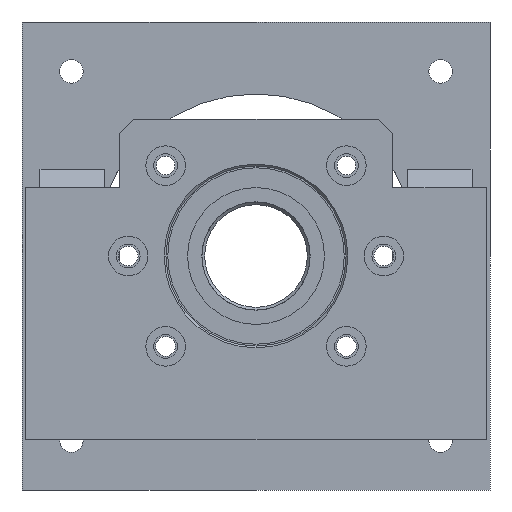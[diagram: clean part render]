
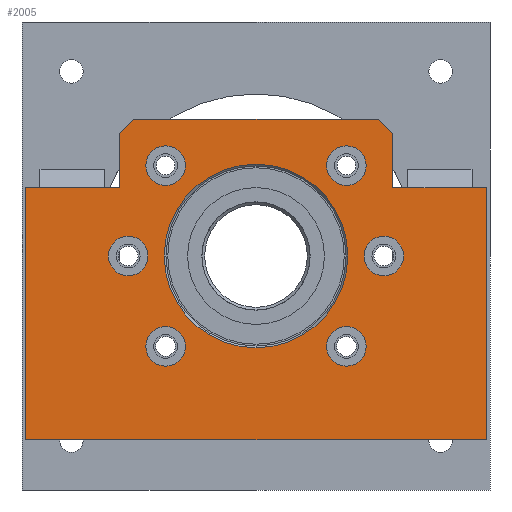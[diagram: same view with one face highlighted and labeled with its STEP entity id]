
A CAD part, left-side view. The second image highlights one B-rep face of the part: STEP entity #2005.
In plain terms, the highlighted planar face has unit normal (-1, 0, 0).
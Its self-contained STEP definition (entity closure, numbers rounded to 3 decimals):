
#668=CARTESIAN_POINT('Vertex',(0.,-64.,-51.)) ;
#671=CARTESIAN_POINT('Line Origine',(0.,0.,-51.)) ;
#675=CARTESIAN_POINT('Vertex',(0.,64.,-51.)) ;
#1793=CARTESIAN_POINT('Vertex',(0.,-64.,19.)) ;
#1796=CARTESIAN_POINT('Line Origine',(0.,-64.,-16.)) ;
#1808=CARTESIAN_POINT('Axis2P3D Location',(0.,0.,0.)) ;
#1813=CARTESIAN_POINT('Line Origine',(0.,-36.,36.)) ;
#1817=CARTESIAN_POINT('Vertex',(0.,-34.,38.)) ;
#1819=CARTESIAN_POINT('Vertex',(0.,-38.,34.)) ;
#1822=CARTESIAN_POINT('Line Origine',(0.,0.,38.)) ;
#1826=CARTESIAN_POINT('Vertex',(0.,34.,38.)) ;
#1829=CARTESIAN_POINT('Line Origine',(0.,36.,36.)) ;
#1833=CARTESIAN_POINT('Vertex',(0.,38.,34.)) ;
#1836=CARTESIAN_POINT('Line Origine',(0.,38.,26.5)) ;
#1840=CARTESIAN_POINT('Vertex',(0.,38.,19.)) ;
#1843=CARTESIAN_POINT('Line Origine',(0.,51.,19.)) ;
#1847=CARTESIAN_POINT('Vertex',(0.,64.,19.)) ;
#1850=CARTESIAN_POINT('Line Origine',(0.,64.,-16.)) ;
#1855=CARTESIAN_POINT('Line Origine',(0.,-51.,19.)) ;
#1859=CARTESIAN_POINT('Vertex',(0.,-38.,19.)) ;
#1862=CARTESIAN_POINT('Line Origine',(0.,-38.,26.5)) ;
#1879=CARTESIAN_POINT('Axis2P3D Location',(0.,-25.102,25.102)) ;
#1883=CARTESIAN_POINT('Vertex',(0.,-30.602,25.102)) ;
#1885=CARTESIAN_POINT('Vertex',(0.,-19.602,25.102)) ;
#1888=CARTESIAN_POINT('Axis2P3D Location',(0.,-25.102,25.102)) ;
#1897=CARTESIAN_POINT('Axis2P3D Location',(0.,0.,0.)) ;
#1901=CARTESIAN_POINT('Vertex',(0.,25.5,0.)) ;
#1903=CARTESIAN_POINT('Vertex',(0.,-25.5,0.)) ;
#1906=CARTESIAN_POINT('Axis2P3D Location',(0.,0.,0.)) ;
#1915=CARTESIAN_POINT('Axis2P3D Location',(0.,25.102,25.102)) ;
#1919=CARTESIAN_POINT('Vertex',(0.,25.102,30.602)) ;
#1921=CARTESIAN_POINT('Vertex',(0.,25.102,19.602)) ;
#1924=CARTESIAN_POINT('Axis2P3D Location',(0.,25.102,25.102)) ;
#1933=CARTESIAN_POINT('Axis2P3D Location',(0.,25.102,-25.102)) ;
#1937=CARTESIAN_POINT('Vertex',(0.,30.602,-25.102)) ;
#1939=CARTESIAN_POINT('Vertex',(0.,19.602,-25.102)) ;
#1942=CARTESIAN_POINT('Axis2P3D Location',(0.,25.102,-25.102)) ;
#1951=CARTESIAN_POINT('Axis2P3D Location',(0.,-25.102,-25.102)) ;
#1955=CARTESIAN_POINT('Vertex',(0.,-25.102,-30.602)) ;
#1957=CARTESIAN_POINT('Vertex',(0.,-25.102,-19.602)) ;
#1960=CARTESIAN_POINT('Axis2P3D Location',(0.,-25.102,-25.102)) ;
#1969=CARTESIAN_POINT('Axis2P3D Location',(0.,-35.5,0.)) ;
#1973=CARTESIAN_POINT('Vertex',(0.,-41.,0.)) ;
#1975=CARTESIAN_POINT('Vertex',(0.,-30.,0.)) ;
#1978=CARTESIAN_POINT('Axis2P3D Location',(0.,-35.5,0.)) ;
#1987=CARTESIAN_POINT('Axis2P3D Location',(0.,35.5,0.)) ;
#1991=CARTESIAN_POINT('Vertex',(0.,30.,0.)) ;
#1993=CARTESIAN_POINT('Vertex',(0.,41.,0.)) ;
#1996=CARTESIAN_POINT('Axis2P3D Location',(0.,35.5,0.)) ;
#672=DIRECTION('Vector Direction',(0.,-1.,0.)) ;
#1797=DIRECTION('Vector Direction',(0.,0.,-1.)) ;
#1809=DIRECTION('Axis2P3D Direction',(1.,0.,0.)) ;
#1810=DIRECTION('Axis2P3D XDirection',(0.,1.,0.)) ;
#1814=DIRECTION('Vector Direction',(0.,-0.707,-0.707)) ;
#1823=DIRECTION('Vector Direction',(0.,1.,0.)) ;
#1830=DIRECTION('Vector Direction',(0.,0.707,-0.707)) ;
#1837=DIRECTION('Vector Direction',(0.,0.,1.)) ;
#1844=DIRECTION('Vector Direction',(0.,1.,0.)) ;
#1851=DIRECTION('Vector Direction',(0.,0.,1.)) ;
#1856=DIRECTION('Vector Direction',(0.,1.,0.)) ;
#1863=DIRECTION('Vector Direction',(0.,0.,-1.)) ;
#1880=DIRECTION('Axis2P3D Direction',(1.,0.,0.)) ;
#1889=DIRECTION('Axis2P3D Direction',(1.,0.,0.)) ;
#1898=DIRECTION('Axis2P3D Direction',(1.,0.,0.)) ;
#1907=DIRECTION('Axis2P3D Direction',(1.,0.,0.)) ;
#1916=DIRECTION('Axis2P3D Direction',(1.,0.,0.)) ;
#1925=DIRECTION('Axis2P3D Direction',(1.,0.,0.)) ;
#1934=DIRECTION('Axis2P3D Direction',(1.,0.,0.)) ;
#1943=DIRECTION('Axis2P3D Direction',(1.,0.,0.)) ;
#1952=DIRECTION('Axis2P3D Direction',(1.,0.,0.)) ;
#1961=DIRECTION('Axis2P3D Direction',(1.,0.,0.)) ;
#1970=DIRECTION('Axis2P3D Direction',(1.,0.,0.)) ;
#1979=DIRECTION('Axis2P3D Direction',(1.,0.,0.)) ;
#1988=DIRECTION('Axis2P3D Direction',(1.,0.,0.)) ;
#1997=DIRECTION('Axis2P3D Direction',(1.,0.,0.)) ;
#1811=AXIS2_PLACEMENT_3D('Plane Axis2P3D',#1808,#1809,#1810) ;
#1881=AXIS2_PLACEMENT_3D('Circle Axis2P3D',#1879,#1880,$) ;
#1890=AXIS2_PLACEMENT_3D('Circle Axis2P3D',#1888,#1889,$) ;
#1899=AXIS2_PLACEMENT_3D('Circle Axis2P3D',#1897,#1898,$) ;
#1908=AXIS2_PLACEMENT_3D('Circle Axis2P3D',#1906,#1907,$) ;
#1917=AXIS2_PLACEMENT_3D('Circle Axis2P3D',#1915,#1916,$) ;
#1926=AXIS2_PLACEMENT_3D('Circle Axis2P3D',#1924,#1925,$) ;
#1935=AXIS2_PLACEMENT_3D('Circle Axis2P3D',#1933,#1934,$) ;
#1944=AXIS2_PLACEMENT_3D('Circle Axis2P3D',#1942,#1943,$) ;
#1953=AXIS2_PLACEMENT_3D('Circle Axis2P3D',#1951,#1952,$) ;
#1962=AXIS2_PLACEMENT_3D('Circle Axis2P3D',#1960,#1961,$) ;
#1971=AXIS2_PLACEMENT_3D('Circle Axis2P3D',#1969,#1970,$) ;
#1980=AXIS2_PLACEMENT_3D('Circle Axis2P3D',#1978,#1979,$) ;
#1989=AXIS2_PLACEMENT_3D('Circle Axis2P3D',#1987,#1988,$) ;
#1998=AXIS2_PLACEMENT_3D('Circle Axis2P3D',#1996,#1997,$) ;
#1868=ORIENTED_EDGE('',*,*,#1821,.F.) ;
#1869=ORIENTED_EDGE('',*,*,#1828,.F.) ;
#1870=ORIENTED_EDGE('',*,*,#1835,.F.) ;
#1871=ORIENTED_EDGE('',*,*,#1842,.F.) ;
#1872=ORIENTED_EDGE('',*,*,#1849,.F.) ;
#1873=ORIENTED_EDGE('',*,*,#1854,.F.) ;
#1874=ORIENTED_EDGE('',*,*,#677,.F.) ;
#1875=ORIENTED_EDGE('',*,*,#1800,.F.) ;
#1876=ORIENTED_EDGE('',*,*,#1861,.F.) ;
#1877=ORIENTED_EDGE('',*,*,#1866,.F.) ;
#1894=ORIENTED_EDGE('',*,*,#1887,.F.) ;
#1895=ORIENTED_EDGE('',*,*,#1892,.F.) ;
#1912=ORIENTED_EDGE('',*,*,#1905,.F.) ;
#1913=ORIENTED_EDGE('',*,*,#1910,.F.) ;
#1930=ORIENTED_EDGE('',*,*,#1923,.F.) ;
#1931=ORIENTED_EDGE('',*,*,#1928,.F.) ;
#1948=ORIENTED_EDGE('',*,*,#1941,.F.) ;
#1949=ORIENTED_EDGE('',*,*,#1946,.F.) ;
#1966=ORIENTED_EDGE('',*,*,#1959,.F.) ;
#1967=ORIENTED_EDGE('',*,*,#1964,.F.) ;
#1984=ORIENTED_EDGE('',*,*,#1977,.F.) ;
#1985=ORIENTED_EDGE('',*,*,#1982,.F.) ;
#2002=ORIENTED_EDGE('',*,*,#1995,.F.) ;
#2003=ORIENTED_EDGE('',*,*,#2000,.F.) ;
#1896=FACE_BOUND('',#1893,.T.) ;
#1914=FACE_BOUND('',#1911,.T.) ;
#1932=FACE_BOUND('',#1929,.T.) ;
#1950=FACE_BOUND('',#1947,.T.) ;
#1968=FACE_BOUND('',#1965,.T.) ;
#1986=FACE_BOUND('',#1983,.T.) ;
#2004=FACE_BOUND('',#2001,.T.) ;
#673=VECTOR('Line Direction',#672,1.) ;
#1798=VECTOR('Line Direction',#1797,1.) ;
#1815=VECTOR('Line Direction',#1814,1.) ;
#1824=VECTOR('Line Direction',#1823,1.) ;
#1831=VECTOR('Line Direction',#1830,1.) ;
#1838=VECTOR('Line Direction',#1837,1.) ;
#1845=VECTOR('Line Direction',#1844,1.) ;
#1852=VECTOR('Line Direction',#1851,1.) ;
#1857=VECTOR('Line Direction',#1856,1.) ;
#1864=VECTOR('Line Direction',#1863,1.) ;
#2005=ADVANCED_FACE('\X2\96F64EF651E04F554F53\X0\',(#1878,#1896,#1914,#1932,#1950,#1968,#1986,#2004),#1812,.F.) ;
#1882=CIRCLE('generated circle',#1881,5.5) ;
#1891=CIRCLE('generated circle',#1890,5.5) ;
#1900=CIRCLE('generated circle',#1899,25.5) ;
#1909=CIRCLE('generated circle',#1908,25.5) ;
#1918=CIRCLE('generated circle',#1917,5.5) ;
#1927=CIRCLE('generated circle',#1926,5.5) ;
#1936=CIRCLE('generated circle',#1935,5.5) ;
#1945=CIRCLE('generated circle',#1944,5.5) ;
#1954=CIRCLE('generated circle',#1953,5.5) ;
#1963=CIRCLE('generated circle',#1962,5.5) ;
#1972=CIRCLE('generated circle',#1971,5.5) ;
#1981=CIRCLE('generated circle',#1980,5.5) ;
#1990=CIRCLE('generated circle',#1989,5.5) ;
#1999=CIRCLE('generated circle',#1998,5.5) ;
#677=EDGE_CURVE('',#669,#676,#674,.F.) ;
#1800=EDGE_CURVE('',#1794,#669,#1799,.T.) ;
#1821=EDGE_CURVE('',#1818,#1820,#1816,.T.) ;
#1828=EDGE_CURVE('',#1827,#1818,#1825,.F.) ;
#1835=EDGE_CURVE('',#1834,#1827,#1832,.F.) ;
#1842=EDGE_CURVE('',#1841,#1834,#1839,.T.) ;
#1849=EDGE_CURVE('',#1848,#1841,#1846,.F.) ;
#1854=EDGE_CURVE('',#676,#1848,#1853,.T.) ;
#1861=EDGE_CURVE('',#1860,#1794,#1858,.F.) ;
#1866=EDGE_CURVE('',#1820,#1860,#1865,.T.) ;
#1887=EDGE_CURVE('',#1884,#1886,#1882,.F.) ;
#1892=EDGE_CURVE('',#1886,#1884,#1891,.F.) ;
#1905=EDGE_CURVE('',#1902,#1904,#1900,.F.) ;
#1910=EDGE_CURVE('',#1904,#1902,#1909,.F.) ;
#1923=EDGE_CURVE('',#1920,#1922,#1918,.F.) ;
#1928=EDGE_CURVE('',#1922,#1920,#1927,.F.) ;
#1941=EDGE_CURVE('',#1938,#1940,#1936,.F.) ;
#1946=EDGE_CURVE('',#1940,#1938,#1945,.F.) ;
#1959=EDGE_CURVE('',#1956,#1958,#1954,.F.) ;
#1964=EDGE_CURVE('',#1958,#1956,#1963,.F.) ;
#1977=EDGE_CURVE('',#1974,#1976,#1972,.F.) ;
#1982=EDGE_CURVE('',#1976,#1974,#1981,.F.) ;
#1995=EDGE_CURVE('',#1992,#1994,#1990,.F.) ;
#2000=EDGE_CURVE('',#1994,#1992,#1999,.F.) ;
#1867=EDGE_LOOP('',(#1868,#1869,#1870,#1871,#1872,#1873,#1874,#1875,#1876,#1877)) ;
#1893=EDGE_LOOP('',(#1894,#1895)) ;
#1911=EDGE_LOOP('',(#1912,#1913)) ;
#1929=EDGE_LOOP('',(#1930,#1931)) ;
#1947=EDGE_LOOP('',(#1948,#1949)) ;
#1965=EDGE_LOOP('',(#1966,#1967)) ;
#1983=EDGE_LOOP('',(#1984,#1985)) ;
#2001=EDGE_LOOP('',(#2002,#2003)) ;
#1878=FACE_OUTER_BOUND('',#1867,.T.) ;
#674=LINE('Line',#671,#673) ;
#1799=LINE('Line',#1796,#1798) ;
#1816=LINE('Line',#1813,#1815) ;
#1825=LINE('Line',#1822,#1824) ;
#1832=LINE('Line',#1829,#1831) ;
#1839=LINE('Line',#1836,#1838) ;
#1846=LINE('Line',#1843,#1845) ;
#1853=LINE('Line',#1850,#1852) ;
#1858=LINE('Line',#1855,#1857) ;
#1865=LINE('Line',#1862,#1864) ;
#1812=PLANE('Plane',#1811) ;
#669=VERTEX_POINT('',#668) ;
#676=VERTEX_POINT('',#675) ;
#1794=VERTEX_POINT('',#1793) ;
#1818=VERTEX_POINT('',#1817) ;
#1820=VERTEX_POINT('',#1819) ;
#1827=VERTEX_POINT('',#1826) ;
#1834=VERTEX_POINT('',#1833) ;
#1841=VERTEX_POINT('',#1840) ;
#1848=VERTEX_POINT('',#1847) ;
#1860=VERTEX_POINT('',#1859) ;
#1884=VERTEX_POINT('',#1883) ;
#1886=VERTEX_POINT('',#1885) ;
#1902=VERTEX_POINT('',#1901) ;
#1904=VERTEX_POINT('',#1903) ;
#1920=VERTEX_POINT('',#1919) ;
#1922=VERTEX_POINT('',#1921) ;
#1938=VERTEX_POINT('',#1937) ;
#1940=VERTEX_POINT('',#1939) ;
#1956=VERTEX_POINT('',#1955) ;
#1958=VERTEX_POINT('',#1957) ;
#1974=VERTEX_POINT('',#1973) ;
#1976=VERTEX_POINT('',#1975) ;
#1992=VERTEX_POINT('',#1991) ;
#1994=VERTEX_POINT('',#1993) ;
